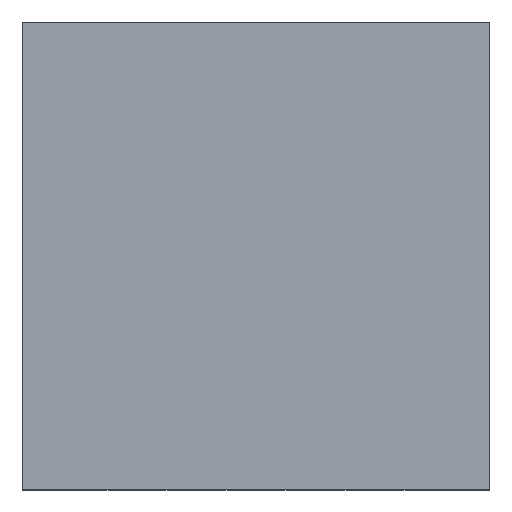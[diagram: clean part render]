
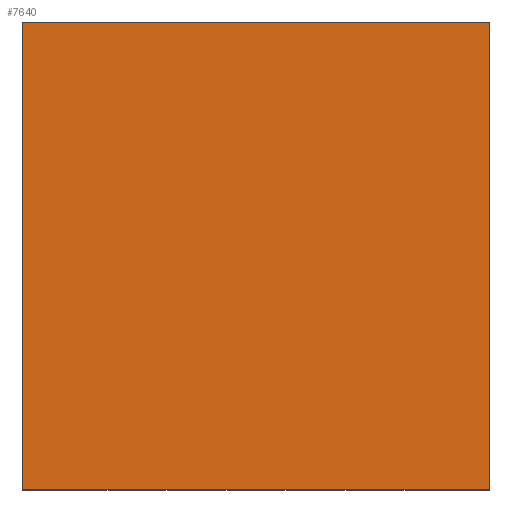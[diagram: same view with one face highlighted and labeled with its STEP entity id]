
A CAD part, top view. The second image highlights one B-rep face of the part: STEP entity #7640.
In plain terms, the highlighted face is planar.
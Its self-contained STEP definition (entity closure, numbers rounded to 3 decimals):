
#2673=DIRECTION('',(0.,0.,1.));
#2674=VECTOR('',#2673,5.);
#2675=CARTESIAN_POINT('',(-2.5,0.975,-2.5));
#2676=LINE('',#2675,#2674);
#2680=DIRECTION('',(-1.,0.,0.));
#2681=VECTOR('',#2680,5.);
#2682=CARTESIAN_POINT('',(2.5,0.975,-2.5));
#2683=LINE('',#2682,#2681);
#2687=DIRECTION('',(0.,0.,-1.));
#2688=VECTOR('',#2687,5.);
#2689=CARTESIAN_POINT('',(2.5,0.975,2.5));
#2690=LINE('',#2689,#2688);
#2694=DIRECTION('',(1.,0.,0.));
#2695=VECTOR('',#2694,5.);
#2696=CARTESIAN_POINT('',(-2.5,0.975,2.5));
#2697=LINE('',#2696,#2695);
#5211=CARTESIAN_POINT('',(-2.5,0.975,-2.5));
#5212=CARTESIAN_POINT('',(-2.5,0.975,2.5));
#5213=VERTEX_POINT('',#5211);
#5214=VERTEX_POINT('',#5212);
#5215=CARTESIAN_POINT('',(2.5,0.975,2.5));
#5216=VERTEX_POINT('',#5215);
#5217=CARTESIAN_POINT('',(2.5,0.975,-2.5));
#5218=VERTEX_POINT('',#5217);
#7629=CARTESIAN_POINT('',(0.,0.975,0.));
#7630=DIRECTION('',(0.,1.,0.));
#7631=DIRECTION('',(1.,0.,0.));
#7632=AXIS2_PLACEMENT_3D('',#7629,#7630,#7631);
#7633=PLANE('',#7632);
#7634=ORIENTED_EDGE('',*,*,#7302,.F.);
#7635=ORIENTED_EDGE('',*,*,#7387,.F.);
#7636=ORIENTED_EDGE('',*,*,#7470,.F.);
#7637=ORIENTED_EDGE('',*,*,#7553,.F.);
#7638=EDGE_LOOP('',(#7634,#7635,#7636,#7637));
#7639=FACE_OUTER_BOUND('',#7638,.F.);
#7302=EDGE_CURVE('',#5213,#5214,#2676,.T.);
#7387=EDGE_CURVE('',#5218,#5213,#2683,.T.);
#7470=EDGE_CURVE('',#5216,#5218,#2690,.T.);
#7553=EDGE_CURVE('',#5214,#5216,#2697,.T.);
#7640=ADVANCED_FACE('',(#7639),#7633,.T.);
